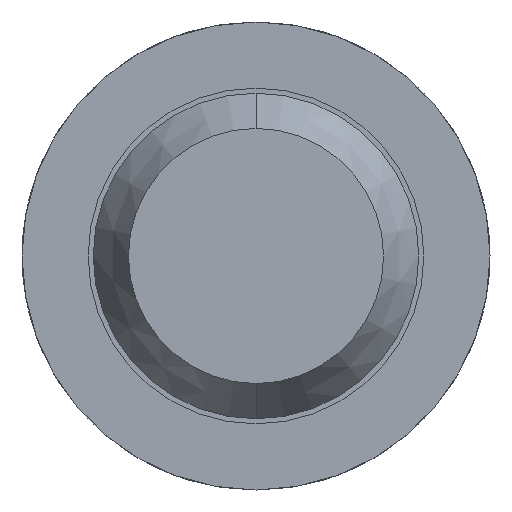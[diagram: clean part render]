
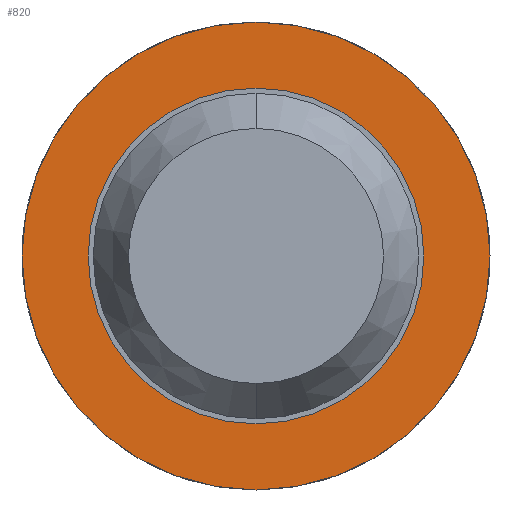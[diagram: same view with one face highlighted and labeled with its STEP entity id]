
A CAD part, front view. The second image highlights one B-rep face of the part: STEP entity #820.
In plain terms, the highlighted planar face has unit normal (0, -1, 0).
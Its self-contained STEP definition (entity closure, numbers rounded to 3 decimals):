
#9 = FACE_OUTER_BOUND ( 'NONE', #1641, .T. ) ;
#43 = EDGE_CURVE ( 'NONE', #3483, #3218, #1715, .T. ) ;
#214 = DIRECTION ( 'NONE',  ( 0., 1., 0. ) ) ;
#266 = ORIENTED_EDGE ( 'NONE', *, *, #43, .T. ) ;
#281 = FACE_BOUND ( 'NONE', #2385, .T. ) ;
#422 = DIRECTION ( 'NONE',  ( 0., 1., 0. ) ) ;
#466 = CARTESIAN_POINT ( 'NONE',  ( 0.825, -1.7, 0. ) ) ;
#486 = CARTESIAN_POINT ( 'NONE',  ( 0., -1.7, 1.15 ) ) ;
#561 = CARTESIAN_POINT ( 'NONE',  ( 0., -1.7, 0.825 ) ) ;
#691 = CIRCLE ( 'NONE', #2953, 1.15 ) ;
#721 = DIRECTION ( 'NONE',  ( 0., 0., 1. ) ) ;
#820 = ADVANCED_FACE ( 'NONE', ( #9, #281 ), #1617, .F. ) ;
#893 = DIRECTION ( 'NONE',  ( 0., 1., 0. ) ) ;
#998 = AXIS2_PLACEMENT_3D ( 'NONE', #2702, #1611, #1891 ) ;
#1059 = ORIENTED_EDGE ( 'NONE', *, *, #2955, .F. ) ;
#1212 = AXIS2_PLACEMENT_3D ( 'NONE', #1278, #1560, #3471 ) ;
#1219 = CIRCLE ( 'NONE', #1212, 1.15 ) ;
#1278 = CARTESIAN_POINT ( 'NONE',  ( 0., -1.7, 0. ) ) ;
#1366 = EDGE_CURVE ( 'NONE', #1999, #2853, #1219, .T. ) ;
#1437 = CARTESIAN_POINT ( 'NONE',  ( 0., -1.7, -1.15 ) ) ;
#1527 = EDGE_CURVE ( 'NONE', #3218, #3483, #3012, .T. ) ;
#1560 = DIRECTION ( 'NONE',  ( 0., 1., 0. ) ) ;
#1611 = DIRECTION ( 'NONE',  ( 0., 1., 0. ) ) ;
#1617 = PLANE ( 'NONE',  #3478 ) ;
#1619 = CARTESIAN_POINT ( 'NONE',  ( 0., -1.7, 0. ) ) ;
#1641 = EDGE_LOOP ( 'NONE', ( #1059, #2254 ) ) ;
#1715 = CIRCLE ( 'NONE', #998, 0.825 ) ;
#1891 = DIRECTION ( 'NONE',  ( 0., 0., 1. ) ) ;
#1999 = VERTEX_POINT ( 'NONE', #1437 ) ;
#2007 = CARTESIAN_POINT ( 'NONE',  ( 0., -1.7, 0. ) ) ;
#2254 = ORIENTED_EDGE ( 'NONE', *, *, #1366, .F. ) ;
#2293 = AXIS2_PLACEMENT_3D ( 'NONE', #1619, #214, #3515 ) ;
#2343 = CARTESIAN_POINT ( 'NONE',  ( 0., -1.7, -0.825 ) ) ;
#2385 = EDGE_LOOP ( 'NONE', ( #266, #3603 ) ) ;
#2702 = CARTESIAN_POINT ( 'NONE',  ( 0., -1.7, 0. ) ) ;
#2853 = VERTEX_POINT ( 'NONE', #486 ) ;
#2953 = AXIS2_PLACEMENT_3D ( 'NONE', #2007, #893, #3112 ) ;
#2955 = EDGE_CURVE ( 'NONE', #2853, #1999, #691, .T. ) ;
#3012 = CIRCLE ( 'NONE', #2293, 0.825 ) ;
#3112 = DIRECTION ( 'NONE',  ( 0., 0., 1. ) ) ;
#3218 = VERTEX_POINT ( 'NONE', #2343 ) ;
#3471 = DIRECTION ( 'NONE',  ( 0., 0., 1. ) ) ;
#3478 = AXIS2_PLACEMENT_3D ( 'NONE', #466, #422, #721 ) ;
#3483 = VERTEX_POINT ( 'NONE', #561 ) ;
#3515 = DIRECTION ( 'NONE',  ( 0., 0., 1. ) ) ;
#3603 = ORIENTED_EDGE ( 'NONE', *, *, #1527, .T. ) ;
